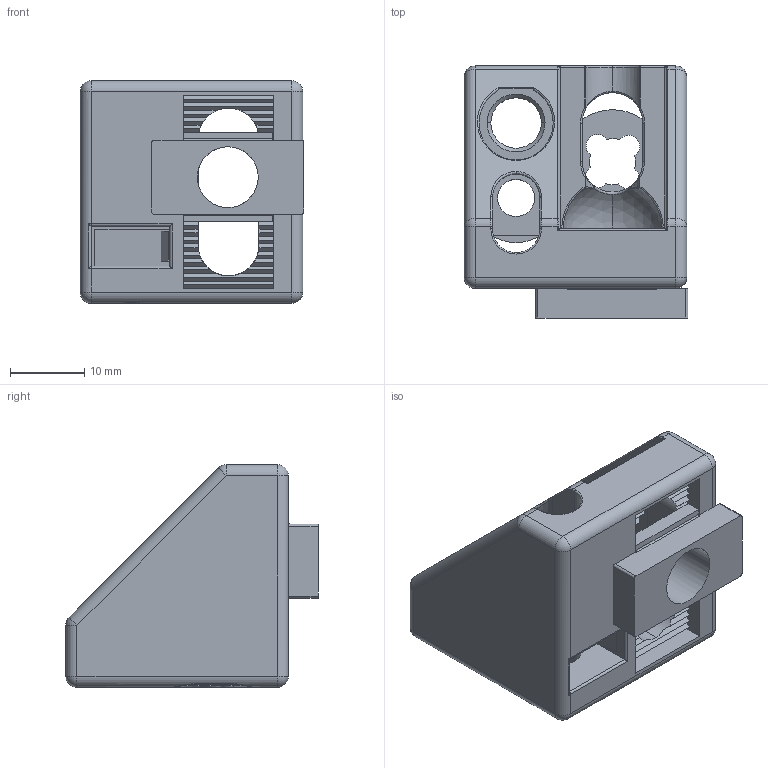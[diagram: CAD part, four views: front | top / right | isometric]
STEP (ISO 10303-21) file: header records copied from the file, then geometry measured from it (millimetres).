
FILE_DESCRIPTION (( 'STEP AP214' ), '1' );
FILE_NAME ('new products094z40s1040cs.step', '2017-09-27T15:36:54', ( '' ), ( '' ), 'SwSTEP 2.0', 'SolidWorks 2017', '' );
FILE_SCHEMA (( 'AUTOMOTIVE_DESIGN' ));
Length unit declared in the file: millimetre
Products named in the file (7): 093156_093156; 093166_093 166 SW; 340me320_340me320; 094z40-01_Standard; 094z40-0817r_094 z 40-10 40; 094Z40-04R_094Z40.04S; new products094z40s1040cs
Assembly tree (6 placements, depth 2):
  new products094z40s1040cs
    094Z40-04R_094Z40.04S
    094z40-0817r_094 z 40-10 40
    094z40-01_Standard
    340me320_340me320
    093166_093 166 SW
    093156_093156
Bounding box: 30.15 x 34 x 30 mm (x, y, z)
Volume: 11182.7 mm3; surface area: 8556.2 mm2
Topology: 6 solids, 6 shells, 754 faces, 2104 edges, 1345 vertices
Faces by surface type: plane 536, cylinder 117, torus 50, bspline 25, sphere 20, cone 6
Entity records: 24958 total; most frequent: CARTESIAN_POINT 5756, ORIENTED_EDGE 4180, DIRECTION 3672, EDGE_CURVE 2090, VECTOR 1576, LINE 1576, VERTEX_POINT 1345, AXIS2_PLACEMENT_3D 1048
